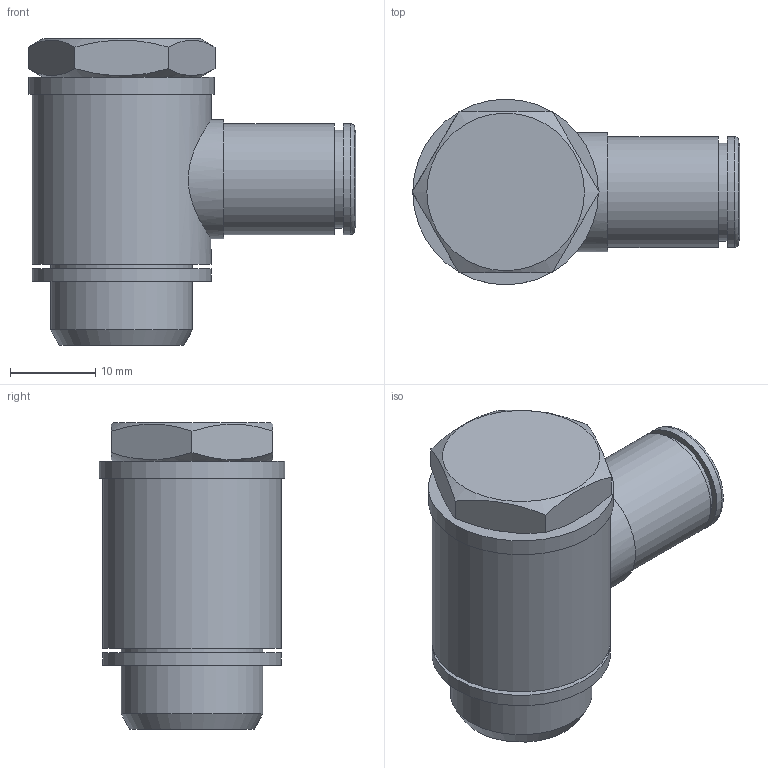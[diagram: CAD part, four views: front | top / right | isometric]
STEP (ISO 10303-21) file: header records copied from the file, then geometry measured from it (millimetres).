
FILE_DESCRIPTION(( 'RV.17.08.38.STP' ), '1');
FILE_NAME( 'RV.17.08.38.STP', '2018-10-09T16:43:27',( 'Sopra'),('sopra-pneumatic.com'), 'SwSTEP 2.0','SolidWorks 2009','' );
FILE_SCHEMA (('AUTOMOTIVE_DESIGN { 1 0 10303 214 1 1 1 1 }'));
Length unit declared in the file: millimetre
Products named in the file (6): Root; DICHTRING 3-8; DR8-1_NEU; 14404A_HOHLSCHRAUBE_3-8_SW19; 800044; R201209-i1
Assembly tree (5 placements, depth 2):
  Root
    DICHTRING 3-8
    DR8-1_NEU
    14404A_HOHLSCHRAUBE_3-8_SW19
    800044
    R201209-i1
Bounding box: 38.47 x 21.8 x 36 mm (x, y, z)
Volume: 9773.8 mm3; surface area: 8789.6 mm2
Topology: 5 solids, 5 shells, 55 faces, 113 edges, 72 vertices
Faces by surface type: plane 21, cylinder 18, cone 15, torus 1
Full cylindrical faces by diameter (mm): 7 x1, 8.1 x1, 8.2 x1, 10 x1, 10.1 x1, 11 x1, 11.5 x1, 11.6 x1, 13 x2, 14 x1, 16.662 x1, 16.75 x1, 16.8 x1, 17.1 x1, 21 x2, 21.8 x1
Entity records: 3307 total; most frequent: CARTESIAN_POINT 1510, DIRECTION 252, PRESENTATION_STYLE_ASSIGNMENT 137, COLOUR_RGB 134, DRAUGHTING_PRE_DEFINED_CURVE_FONT 132, CURVE_STYLE 132, OVER_RIDING_STYLED_ITEM 132, ORIENTED_EDGE 132
